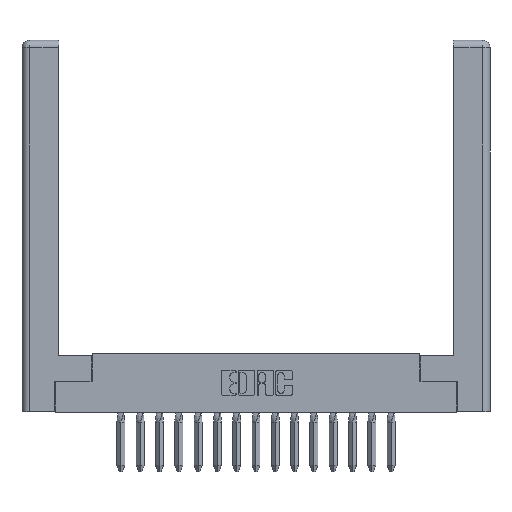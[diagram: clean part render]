
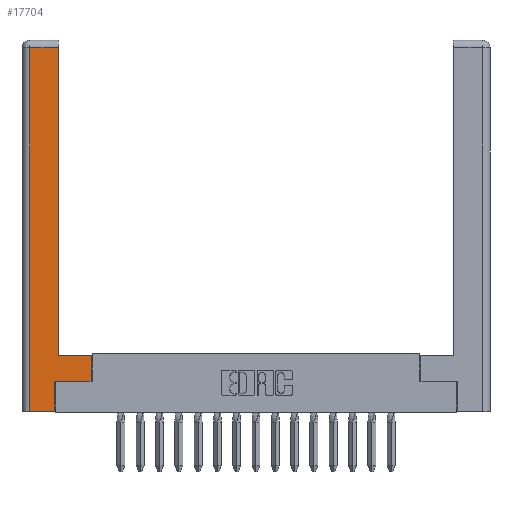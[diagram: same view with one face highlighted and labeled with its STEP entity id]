
A CAD part, top view. The second image highlights one B-rep face of the part: STEP entity #17704.
In plain terms, the highlighted planar face has unit normal (0, 0, 1).
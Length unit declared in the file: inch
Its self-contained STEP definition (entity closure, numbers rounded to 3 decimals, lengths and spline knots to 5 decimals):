
#240 = DIRECTION ( 'NONE',  ( 0., -1., 0. ) ) ;
#972 = DIRECTION ( 'NONE',  ( 1., 0., 0. ) ) ;
#1012 = EDGE_CURVE ( 'NONE', #8551, #10907, #4049, .T. ) ;
#1253 = CARTESIAN_POINT ( 'NONE',  ( 0.565, 0.245, 0. ) ) ;
#1321 = EDGE_CURVE ( 'NONE', #23752, #24149, #22196, .T. ) ;
#1477 = CARTESIAN_POINT ( 'NONE',  ( 0.265, 0., 0. ) ) ;
#1575 = DIRECTION ( 'NONE',  ( -1., 0., 0. ) ) ;
#2160 = ORIENTED_EDGE ( 'NONE', *, *, #16443, .T. ) ;
#2210 = CARTESIAN_POINT ( 'NONE',  ( 0.265, 0.245, 0. ) ) ;
#2591 = ORIENTED_EDGE ( 'NONE', *, *, #5384, .T. ) ;
#2782 = CARTESIAN_POINT ( 'NONE',  ( 0.295, 2.94, 0. ) ) ;
#3612 = VERTEX_POINT ( 'NONE', #2782 ) ;
#3626 = ORIENTED_EDGE ( 'NONE', *, *, #11780, .T. ) ;
#4049 = LINE ( 'NONE', #4328, #31294 ) ;
#4202 = LINE ( 'NONE', #29138, #23619 ) ;
#4328 = CARTESIAN_POINT ( 'NONE',  ( 0.295, 0.45, 0. ) ) ;
#4682 = VECTOR ( 'NONE', #26761, 39.37008 ) ;
#5384 = EDGE_CURVE ( 'NONE', #28762, #23752, #21227, .T. ) ;
#6110 = LINE ( 'NONE', #24476, #19325 ) ;
#8551 = VERTEX_POINT ( 'NONE', #9633 ) ;
#8910 = CARTESIAN_POINT ( 'NONE',  ( 0.265, 0.245, 0. ) ) ;
#9362 = ORIENTED_EDGE ( 'NONE', *, *, #31601, .T. ) ;
#9633 = CARTESIAN_POINT ( 'NONE',  ( 0.565, 0.45, 0. ) ) ;
#10444 = ORIENTED_EDGE ( 'NONE', *, *, #1012, .T. ) ;
#10760 = DIRECTION ( 'NONE',  ( 1., 0., 0. ) ) ;
#10907 = VERTEX_POINT ( 'NONE', #20683 ) ;
#11392 = EDGE_LOOP ( 'NONE', ( #9362, #2160, #11407, #3626, #2591, #33840, #13217, #10444 ) ) ;
#11407 = ORIENTED_EDGE ( 'NONE', *, *, #12138, .T. ) ;
#11693 = LINE ( 'NONE', #26419, #4682 ) ;
#11780 = EDGE_CURVE ( 'NONE', #14188, #28762, #19085, .T. ) ;
#12138 = EDGE_CURVE ( 'NONE', #27673, #14188, #4202, .T. ) ;
#13217 = ORIENTED_EDGE ( 'NONE', *, *, #19310, .T. ) ;
#13964 = DIRECTION ( 'NONE',  ( 0., 1., 0. ) ) ;
#14188 = VERTEX_POINT ( 'NONE', #14875 ) ;
#14875 = CARTESIAN_POINT ( 'NONE',  ( 0.0615, 0., 0. ) ) ;
#16443 = EDGE_CURVE ( 'NONE', #3612, #27673, #20285, .T. ) ;
#17379 = DIRECTION ( 'NONE',  ( 0., 0., -1. ) ) ;
#17704 = ADVANCED_FACE ( 'NONE', ( #26392 ), #25248, .F. ) ;
#19085 = LINE ( 'NONE', #19703, #27337 ) ;
#19310 = EDGE_CURVE ( 'NONE', #24149, #8551, #11693, .T. ) ;
#19325 = VECTOR ( 'NONE', #13964, 39.37008 ) ;
#19558 = CARTESIAN_POINT ( 'NONE',  ( 0.0615, 2.94, 0. ) ) ;
#19703 = CARTESIAN_POINT ( 'NONE',  ( 0.265, 0., 0. ) ) ;
#20285 = LINE ( 'NONE', #19558, #27271 ) ;
#20683 = CARTESIAN_POINT ( 'NONE',  ( 0.295, 0.45, 0. ) ) ;
#20987 = DIRECTION ( 'NONE',  ( 0., 1., 0. ) ) ;
#21227 = LINE ( 'NONE', #2210, #22890 ) ;
#22196 = LINE ( 'NONE', #31978, #25901 ) ;
#22459 = DIRECTION ( 'NONE',  ( -1., 0., 0. ) ) ;
#22890 = VECTOR ( 'NONE', #20987, 39.37008 ) ;
#23619 = VECTOR ( 'NONE', #240, 39.37008 ) ;
#23752 = VERTEX_POINT ( 'NONE', #8910 ) ;
#24130 = AXIS2_PLACEMENT_3D ( 'NONE', #30545, #17379, #1575 ) ;
#24149 = VERTEX_POINT ( 'NONE', #1253 ) ;
#24476 = CARTESIAN_POINT ( 'NONE',  ( 0.295, 3., 0. ) ) ;
#25248 = PLANE ( 'NONE',  #24130 ) ;
#25901 = VECTOR ( 'NONE', #10760, 39.37008 ) ;
#26392 = FACE_OUTER_BOUND ( 'NONE', #11392, .T. ) ;
#26419 = CARTESIAN_POINT ( 'NONE',  ( 0.565, 0.45, 0. ) ) ;
#26761 = DIRECTION ( 'NONE',  ( 0., 1., 0. ) ) ;
#27271 = VECTOR ( 'NONE', #30158, 39.37008 ) ;
#27337 = VECTOR ( 'NONE', #972, 39.37008 ) ;
#27673 = VERTEX_POINT ( 'NONE', #29127 ) ;
#28762 = VERTEX_POINT ( 'NONE', #1477 ) ;
#29127 = CARTESIAN_POINT ( 'NONE',  ( 0.0615, 2.94, 0. ) ) ;
#29138 = CARTESIAN_POINT ( 'NONE',  ( 0.0615, 0., 0. ) ) ;
#30158 = DIRECTION ( 'NONE',  ( -1., 0., 0. ) ) ;
#30545 = CARTESIAN_POINT ( 'NONE',  ( 0., 0., 0. ) ) ;
#31294 = VECTOR ( 'NONE', #22459, 39.37008 ) ;
#31601 = EDGE_CURVE ( 'NONE', #10907, #3612, #6110, .T. ) ;
#31978 = CARTESIAN_POINT ( 'NONE',  ( 0.565, 0.245, 0. ) ) ;
#33840 = ORIENTED_EDGE ( 'NONE', *, *, #1321, .T. ) ;
